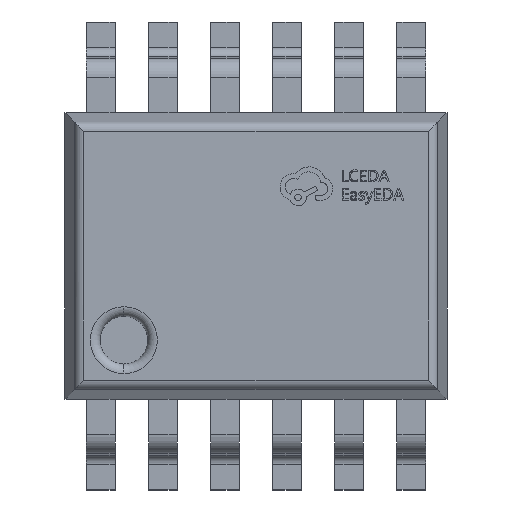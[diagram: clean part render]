
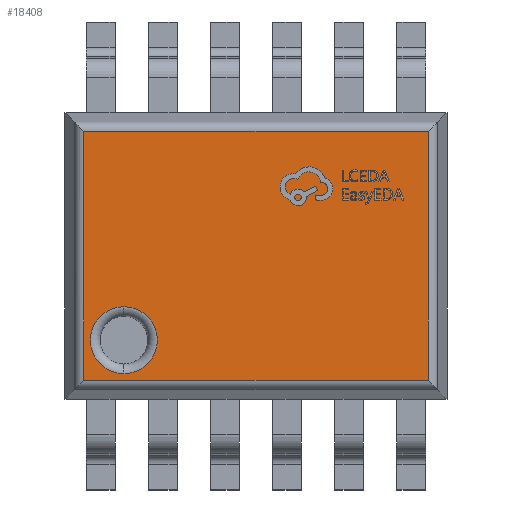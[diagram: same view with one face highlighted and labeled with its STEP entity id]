
A CAD part, top view. The second image highlights one B-rep face of the part: STEP entity #18408.
In plain terms, the highlighted planar face has unit normal (0, 0, 1).
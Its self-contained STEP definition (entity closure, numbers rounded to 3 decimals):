
#239 = FACE_OUTER_BOUND ( 'NONE', #22169, .T. ) ;
#942 = ORIENTED_EDGE ( 'NONE', *, *, #12686, .T. ) ;
#1139 = EDGE_CURVE ( 'NONE', #1766, #11104, #16709, .T. ) ;
#1766 = VERTEX_POINT ( 'NONE', #2542 ) ;
#1835 = VECTOR ( 'NONE', #19179, 1000. ) ;
#2542 = CARTESIAN_POINT ( 'NONE',  ( 1.802, -1.302, 1.2 ) ) ;
#3244 = DIRECTION ( 'NONE',  ( 0., 0., -1. ) ) ;
#3502 = EDGE_CURVE ( 'NONE', #8759, #13618, #17372, .T. ) ;
#3518 = VECTOR ( 'NONE', #5982, 1000. ) ;
#3811 = LINE ( 'NONE', #12961, #3518 ) ;
#3851 = EDGE_CURVE ( 'NONE', #11521, #15653, #7293, .T. ) ;
#4118 = AXIS2_PLACEMENT_3D ( 'NONE', #20205, #4222, #16621 ) ;
#4222 = DIRECTION ( 'NONE',  ( 0., 0., -1. ) ) ;
#5387 = ORIENTED_EDGE ( 'NONE', *, *, #11488, .T. ) ;
#5982 = DIRECTION ( 'NONE',  ( -1., 0., 0. ) ) ;
#6297 = PLANE ( 'NONE',  #4118 ) ;
#7293 = CIRCLE ( 'NONE', #16641, 0.35 ) ;
#8004 = CARTESIAN_POINT ( 'NONE',  ( 1.802, 1.302, 1.2 ) ) ;
#8008 = VECTOR ( 'NONE', #13916, 1000. ) ;
#8191 = ORIENTED_EDGE ( 'NONE', *, *, #3502, .T. ) ;
#8759 = VERTEX_POINT ( 'NONE', #18825 ) ;
#9114 = EDGE_CURVE ( 'NONE', #15653, #11521, #11298, .T. ) ;
#11104 = VERTEX_POINT ( 'NONE', #8004 ) ;
#11125 = CARTESIAN_POINT ( 'NONE',  ( 1.802, 0., 1.2 ) ) ;
#11298 = CIRCLE ( 'NONE', #21704, 0.35 ) ;
#11382 = CARTESIAN_POINT ( 'NONE',  ( -1.802, -1.302, 1.2 ) ) ;
#11488 = EDGE_CURVE ( 'NONE', #11104, #8759, #3811, .T. ) ;
#11521 = VERTEX_POINT ( 'NONE', #14919 ) ;
#11938 = DIRECTION ( 'NONE',  ( 0., 1., 0. ) ) ;
#12214 = DIRECTION ( 'NONE',  ( 0., 1., 0. ) ) ;
#12686 = EDGE_CURVE ( 'NONE', #13618, #1766, #21031, .T. ) ;
#12961 = CARTESIAN_POINT ( 'NONE',  ( 0., 1.302, 1.2 ) ) ;
#13188 = VECTOR ( 'NONE', #18230, 1000. ) ;
#13396 = CARTESIAN_POINT ( 'NONE',  ( -1.383, -0.533, 1.2 ) ) ;
#13618 = VERTEX_POINT ( 'NONE', #11382 ) ;
#13916 = DIRECTION ( 'NONE',  ( 0., -1., 0. ) ) ;
#14555 = FACE_BOUND ( 'NONE', #19035, .T. ) ;
#14919 = CARTESIAN_POINT ( 'NONE',  ( -1.383, -1.233, 1.2 ) ) ;
#15587 = CARTESIAN_POINT ( 'NONE',  ( -1.383, -0.883, 1.2 ) ) ;
#15653 = VERTEX_POINT ( 'NONE', #13396 ) ;
#15746 = CARTESIAN_POINT ( 'NONE',  ( -1.802, -1.383, 1.2 ) ) ;
#16621 = DIRECTION ( 'NONE',  ( 0., 1., 0. ) ) ;
#16641 = AXIS2_PLACEMENT_3D ( 'NONE', #15587, #22688, #12214 ) ;
#16709 = LINE ( 'NONE', #11125, #13188 ) ;
#17141 = ORIENTED_EDGE ( 'NONE', *, *, #1139, .T. ) ;
#17372 = LINE ( 'NONE', #15746, #8008 ) ;
#17398 = CARTESIAN_POINT ( 'NONE',  ( -1.383, -0.883, 1.2 ) ) ;
#18230 = DIRECTION ( 'NONE',  ( 0., 1., 0. ) ) ;
#18408 = ADVANCED_FACE ( 'NONE', ( #239, #14555 ), #6297, .F. ) ;
#18825 = CARTESIAN_POINT ( 'NONE',  ( -1.802, 1.302, 1.2 ) ) ;
#19035 = EDGE_LOOP ( 'NONE', ( #22230, #19850 ) ) ;
#19179 = DIRECTION ( 'NONE',  ( 1., 0., 0. ) ) ;
#19842 = CARTESIAN_POINT ( 'NONE',  ( 1.883, -1.302, 1.2 ) ) ;
#19850 = ORIENTED_EDGE ( 'NONE', *, *, #3851, .T. ) ;
#20205 = CARTESIAN_POINT ( 'NONE',  ( 0., 0., 1.2 ) ) ;
#21031 = LINE ( 'NONE', #19842, #1835 ) ;
#21704 = AXIS2_PLACEMENT_3D ( 'NONE', #17398, #3244, #11938 ) ;
#22169 = EDGE_LOOP ( 'NONE', ( #5387, #8191, #942, #17141 ) ) ;
#22230 = ORIENTED_EDGE ( 'NONE', *, *, #9114, .T. ) ;
#22688 = DIRECTION ( 'NONE',  ( 0., 0., -1. ) ) ;
